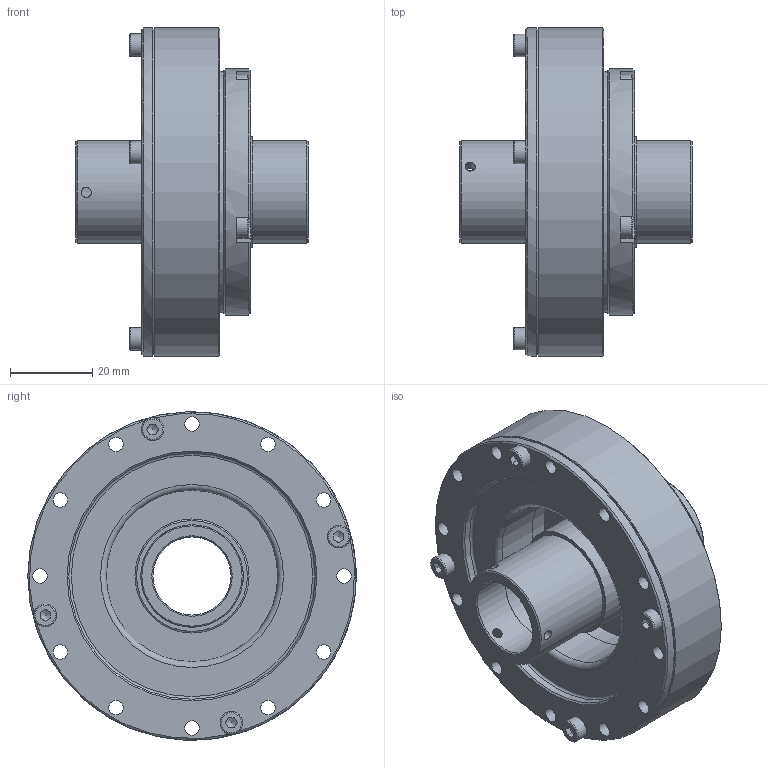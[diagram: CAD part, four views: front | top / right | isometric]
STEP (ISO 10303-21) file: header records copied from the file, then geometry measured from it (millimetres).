
FILE_DESCRIPTION(/* description */ (''),/* implementation_level */ '2;1');
FILE_NAME(/* name */ 'AK0001F2.stp',/* time_stamp */ '2018-10-30T13:27:29+08:00',/* author */ ('yin210'),/* organization */ (''),/* preprocessor_version */ 'ST-DEVELOPER v15.2',/* originating_system */ 'Autodesk Inventor 2014',/* authorisation */ '');
FILE_SCHEMA (('AUTOMOTIVE_DESIGN { 1 0 10303 214 3 1 1 }'));
Length unit declared in the file: centimetre
Products named in the file (1): AK0001F2
Bounding box: 56.5 x 80 x 80 mm (x, y, z)
Volume: 90502.5 mm3; surface area: 32341.5 mm2
Topology: 1 solids, 1 shells, 445 faces, 1156 edges, 747 vertices
Faces by surface type: cylinder 167, plane 150, torus 59, cone 46, sphere 23
Full cylindrical faces by diameter (mm): 2.459 x19, 3.5 x28, 5.5 x8, 19 x2, 19.5 x1, 25 x2, 27 x2, 32.46 x1, 39.66 x1, 41.72 x1, 41.77 x1, 59 x1, 60 x2, 80 x2
Entity records: 13112 total; most frequent: CARTESIAN_POINT 2811, DIRECTION 2196, ORIENTED_EDGE 1832, AXIS2_PLACEMENT_3D 988, EDGE_CURVE 893, EDGE_LOOP 660, VERTEX_POINT 633, CIRCLE 542
